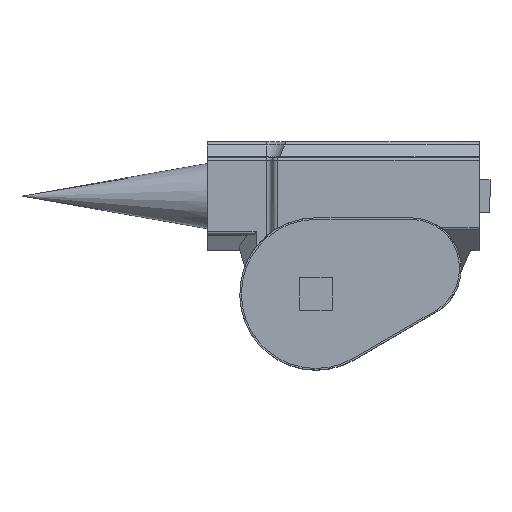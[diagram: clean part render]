
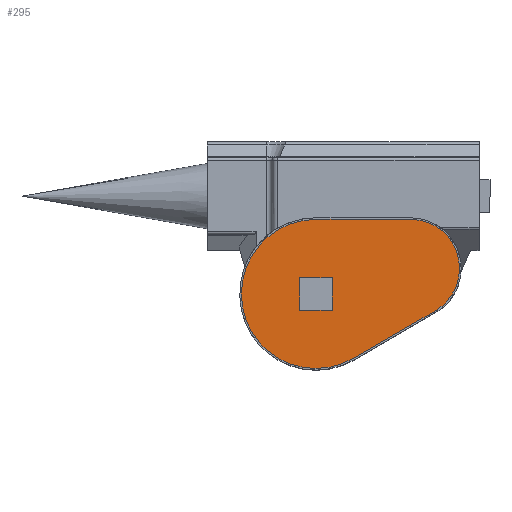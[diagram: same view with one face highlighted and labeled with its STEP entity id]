
A CAD part, top view. The second image highlights one B-rep face of the part: STEP entity #295.
In plain terms, the highlighted planar face has unit normal (0, 0, 1).
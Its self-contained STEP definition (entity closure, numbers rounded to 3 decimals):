
#27 = CARTESIAN_POINT ( 'NONE',  ( -197.174, 265.602, 60. ) ) ;
#98 = CARTESIAN_POINT ( 'NONE',  ( -122.016, 309.234, 60. ) ) ;
#102 = VECTOR ( 'NONE', #255, 1000. ) ;
#128 = FACE_BOUND ( 'NONE', #3075, .T. ) ;
#241 = CARTESIAN_POINT ( 'NONE',  ( -231.566, 324.843, 60. ) ) ;
#242 = DIRECTION ( 'NONE',  ( 1., 0., 0. ) ) ;
#255 = DIRECTION ( 'NONE',  ( 0.865, 0.502, 0. ) ) ;
#295 = ADVANCED_FACE ( 'NONE', ( #128, #2114 ), #2869, .F. ) ;
#327 = AXIS2_PLACEMENT_3D ( 'NONE', #1505, #2511, #242 ) ;
#340 = VERTEX_POINT ( 'NONE', #1414 ) ;
#373 = CARTESIAN_POINT ( 'NONE',  ( -144.661, 393.343, 60. ) ) ;
#409 = VERTEX_POINT ( 'NONE', #555 ) ;
#471 = ORIENTED_EDGE ( 'NONE', *, *, #1465, .T. ) ;
#555 = CARTESIAN_POINT ( 'NONE',  ( -216.566, 309.843, 60. ) ) ;
#575 = CARTESIAN_POINT ( 'NONE',  ( -144.661, 348.24, 60. ) ) ;
#610 = AXIS2_PLACEMENT_3D ( 'NONE', #575, #1605, #1357 ) ;
#660 = ORIENTED_EDGE ( 'NONE', *, *, #1987, .F. ) ;
#692 = CARTESIAN_POINT ( 'NONE',  ( -99.558, 348.24, 60. ) ) ;
#714 = LINE ( 'NONE', #2484, #2995 ) ;
#792 = EDGE_CURVE ( 'NONE', #2573, #1063, #826, .T. ) ;
#824 = ORIENTED_EDGE ( 'NONE', *, *, #3171, .F. ) ;
#826 = CIRCLE ( 'NONE', #1266, 45.102 ) ;
#893 = CARTESIAN_POINT ( 'NONE',  ( -197.174, 265.602, 60. ) ) ;
#933 = DIRECTION ( 'NONE',  ( 0., 0., 1. ) ) ;
#934 = ORIENTED_EDGE ( 'NONE', *, *, #2744, .T. ) ;
#1031 = ORIENTED_EDGE ( 'NONE', *, *, #1652, .F. ) ;
#1034 = DIRECTION ( 'NONE',  ( 1., 0., 0. ) ) ;
#1063 = VERTEX_POINT ( 'NONE', #1627 ) ;
#1173 = VECTOR ( 'NONE', #1915, 1000. ) ;
#1219 = DIRECTION ( 'NONE',  ( 0., 1., 0. ) ) ;
#1229 = VERTEX_POINT ( 'NONE', #2997 ) ;
#1242 = CARTESIAN_POINT ( 'NONE',  ( -144.661, 348.24, 60. ) ) ;
#1251 = VECTOR ( 'NONE', #1890, 1000. ) ;
#1266 = AXIS2_PLACEMENT_3D ( 'NONE', #1242, #933, #2255 ) ;
#1347 = AXIS2_PLACEMENT_3D ( 'NONE', #241, #2288, #1034 ) ;
#1357 = DIRECTION ( 'NONE',  ( -1., 0., 0. ) ) ;
#1390 = CARTESIAN_POINT ( 'NONE',  ( -246.566, 309.843, 60. ) ) ;
#1411 = LINE ( 'NONE', #1390, #3231 ) ;
#1414 = CARTESIAN_POINT ( 'NONE',  ( -231.566, 393.343, 60. ) ) ;
#1422 = LINE ( 'NONE', #2646, #1173 ) ;
#1465 = EDGE_CURVE ( 'NONE', #1063, #340, #1873, .T. ) ;
#1475 = VERTEX_POINT ( 'NONE', #2674 ) ;
#1505 = CARTESIAN_POINT ( 'NONE',  ( -144.661, 348.24, 60. ) ) ;
#1506 = ORIENTED_EDGE ( 'NONE', *, *, #792, .T. ) ;
#1578 = VERTEX_POINT ( 'NONE', #2007 ) ;
#1605 = DIRECTION ( 'NONE',  ( 0., 0., -1. ) ) ;
#1627 = CARTESIAN_POINT ( 'NONE',  ( -144.661, 393.343, 60. ) ) ;
#1652 = EDGE_CURVE ( 'NONE', #1578, #1475, #2244, .T. ) ;
#1658 = VECTOR ( 'NONE', #2228, 1000. ) ;
#1742 = DIRECTION ( 'NONE',  ( 0., -1., 0. ) ) ;
#1873 = LINE ( 'NONE', #373, #1251 ) ;
#1880 = VERTEX_POINT ( 'NONE', #893 ) ;
#1890 = DIRECTION ( 'NONE',  ( -1., 0., 0. ) ) ;
#1915 = DIRECTION ( 'NONE',  ( 1., 0., 0. ) ) ;
#1917 = ORIENTED_EDGE ( 'NONE', *, *, #2008, .T. ) ;
#1987 = EDGE_CURVE ( 'NONE', #409, #1578, #714, .T. ) ;
#2007 = CARTESIAN_POINT ( 'NONE',  ( -216.566, 339.843, 60. ) ) ;
#2008 = EDGE_CURVE ( 'NONE', #2207, #2573, #2404, .T. ) ;
#2114 = FACE_OUTER_BOUND ( 'NONE', #2418, .T. ) ;
#2184 = ORIENTED_EDGE ( 'NONE', *, *, #2696, .T. ) ;
#2207 = VERTEX_POINT ( 'NONE', #98 ) ;
#2228 = DIRECTION ( 'NONE',  ( -1., 0., 0. ) ) ;
#2244 = LINE ( 'NONE', #3275, #1658 ) ;
#2255 = DIRECTION ( 'NONE',  ( 1., 0., 0. ) ) ;
#2288 = DIRECTION ( 'NONE',  ( 0., 0., 1. ) ) ;
#2317 = LINE ( 'NONE', #27, #102 ) ;
#2404 = CIRCLE ( 'NONE', #327, 45.102 ) ;
#2418 = EDGE_LOOP ( 'NONE', ( #1917, #1506, #471, #934, #2184 ) ) ;
#2484 = CARTESIAN_POINT ( 'NONE',  ( -216.566, 309.843, 60. ) ) ;
#2509 = EDGE_CURVE ( 'NONE', #1229, #409, #1422, .T. ) ;
#2511 = DIRECTION ( 'NONE',  ( 0., 0., 1. ) ) ;
#2573 = VERTEX_POINT ( 'NONE', #692 ) ;
#2646 = CARTESIAN_POINT ( 'NONE',  ( -246.566, 309.843, 60. ) ) ;
#2674 = CARTESIAN_POINT ( 'NONE',  ( -246.566, 339.843, 60. ) ) ;
#2696 = EDGE_CURVE ( 'NONE', #1880, #2207, #2317, .T. ) ;
#2744 = EDGE_CURVE ( 'NONE', #340, #1880, #2799, .T. ) ;
#2799 = CIRCLE ( 'NONE', #1347, 68.5 ) ;
#2869 = PLANE ( 'NONE',  #610 ) ;
#2995 = VECTOR ( 'NONE', #1219, 1000. ) ;
#2997 = CARTESIAN_POINT ( 'NONE',  ( -246.566, 309.843, 60. ) ) ;
#3075 = EDGE_LOOP ( 'NONE', ( #1031, #660, #3278, #824 ) ) ;
#3171 = EDGE_CURVE ( 'NONE', #1475, #1229, #1411, .T. ) ;
#3231 = VECTOR ( 'NONE', #1742, 1000. ) ;
#3275 = CARTESIAN_POINT ( 'NONE',  ( -246.566, 339.843, 60. ) ) ;
#3278 = ORIENTED_EDGE ( 'NONE', *, *, #2509, .F. ) ;
